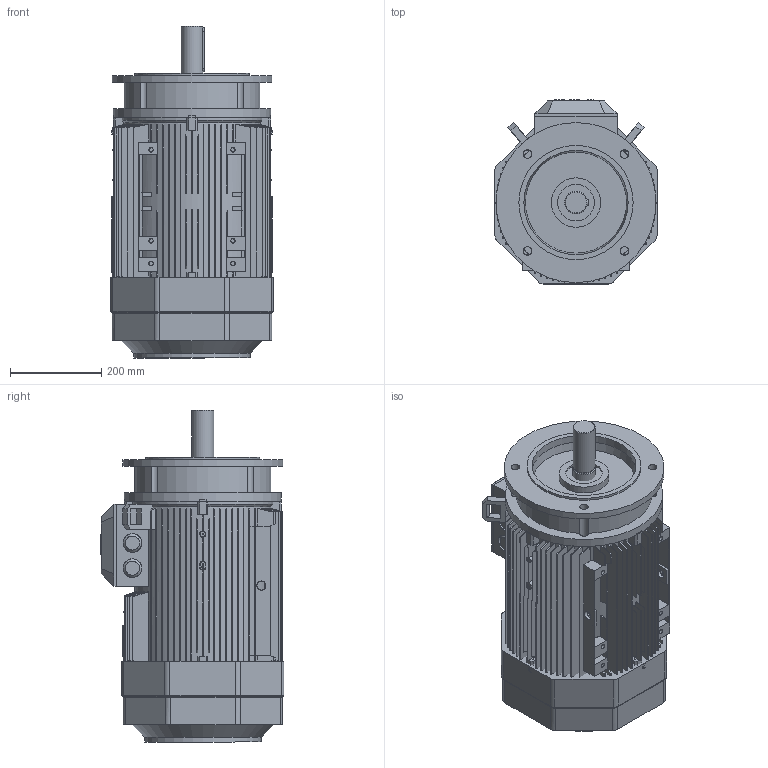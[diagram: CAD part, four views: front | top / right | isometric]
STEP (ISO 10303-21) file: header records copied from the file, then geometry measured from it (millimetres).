
FILE_DESCRIPTION((''),'2;1');
FILE_NAME('3GZV100086-15.stp','2015-07-02T11:18:26',('sejotaa1'),(''),'Autodesk Inventor 2011','Autodesk Inventor 2011','');
FILE_SCHEMA(('AUTOMOTIVE_DESIGN { 1 0 10303 214 1 1 1 1 }'));
Length unit declared in the file: millimetre
Products named in the file (1): 3GZV100086-15
Bounding box: 354.5 x 401.89 x 726.25 mm (x, y, z)
Volume: 50518685.5 mm3; surface area: 5452567.4 mm2
Topology: 16 solids, 1488 shells, 1962 faces, 8564 edges, 8012 vertices
Faces by surface type: plane 1260, cone 448, cylinder 176, bspline 50, torus 28
Full cylindrical faces by diameter (mm): 6 x8, 19 x8, 20 x4, 25 x2, 40 x2, 42.5 x2, 45 x4, 47.4 x2, 48 x2, 49.4 x2, 50 x2, 53 x2, 59 x2, 60 x2, 80 x2, 108 x2, 228 x2, 250 x2, 255.06 x2, 286.63 x2, 344 x2, 350 x2
Entity records: 106005 total; most frequent: CARTESIAN_POINT 31237, DIRECTION 12466, ORIENTED_EDGE 9396, EDGE_CURVE 8348, VERTEX_POINT 7992, VECTOR 4620, LINE 4620, AXIS2_PLACEMENT_3D 3923
